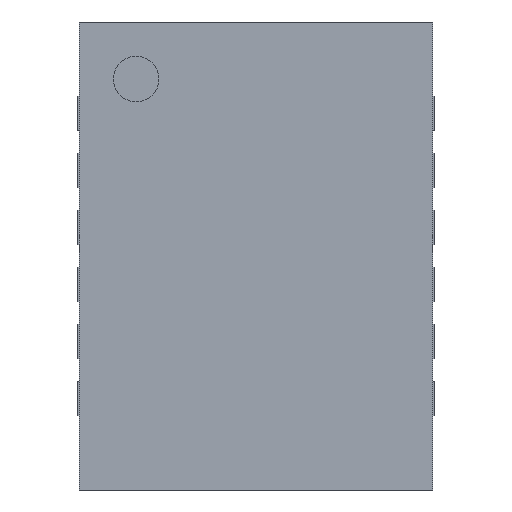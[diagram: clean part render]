
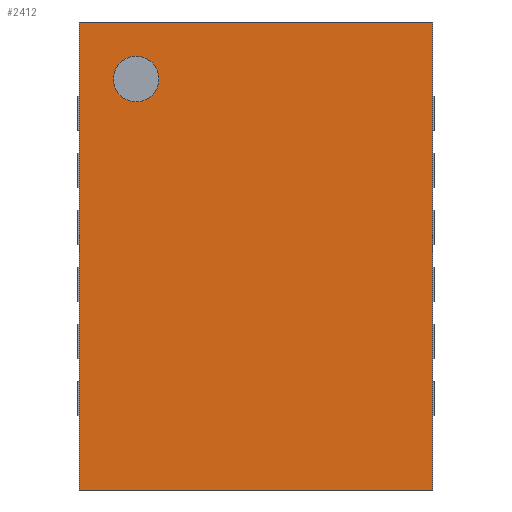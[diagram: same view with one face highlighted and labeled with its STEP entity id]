
A CAD part, front view. The second image highlights one B-rep face of the part: STEP entity #2412.
In plain terms, the highlighted planar face has unit normal (0, -1, 0).
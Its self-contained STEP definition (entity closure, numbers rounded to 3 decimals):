
#785 = VERTEX_POINT('',#786);
#786 = CARTESIAN_POINT('',(-1.55,-0.8,-2.05));
#792 = EDGE_CURVE('',#785,#793,#795,.T.);
#793 = VERTEX_POINT('',#794);
#794 = CARTESIAN_POINT('',(-1.55,-0.8,2.05));
#795 = LINE('',#796,#797);
#796 = CARTESIAN_POINT('',(-1.55,-0.8,-2.05));
#797 = VECTOR('',#798,1.);
#798 = DIRECTION('',(0.,0.,1.));
#972 = VERTEX_POINT('',#973);
#973 = CARTESIAN_POINT('',(1.55,-0.8,-2.05));
#979 = EDGE_CURVE('',#972,#785,#980,.T.);
#980 = LINE('',#981,#982);
#981 = CARTESIAN_POINT('',(1.55,-0.8,-2.05));
#982 = VECTOR('',#983,1.);
#983 = DIRECTION('',(-1.,0.,0.));
#1038 = VERTEX_POINT('',#1039);
#1039 = CARTESIAN_POINT('',(1.55,-0.8,2.05));
#1045 = EDGE_CURVE('',#1038,#972,#1046,.T.);
#1046 = LINE('',#1047,#1048);
#1047 = CARTESIAN_POINT('',(1.55,-0.8,2.05));
#1048 = VECTOR('',#1049,1.);
#1049 = DIRECTION('',(0.,0.,-1.));
#2211 = EDGE_CURVE('',#793,#1038,#2212,.T.);
#2212 = LINE('',#2213,#2214);
#2213 = CARTESIAN_POINT('',(-1.55,-0.8,2.05));
#2214 = VECTOR('',#2215,1.);
#2215 = DIRECTION('',(1.,0.,0.));
#2412 = ADVANCED_FACE('',(#2413,#2433),#2439,.T.);
#2413 = FACE_BOUND('',#2414,.T.);
#2414 = EDGE_LOOP('',(#2415,#2426));
#2415 = ORIENTED_EDGE('',*,*,#2416,.T.);
#2416 = EDGE_CURVE('',#2417,#2419,#2421,.T.);
#2417 = VERTEX_POINT('',#2418);
#2418 = CARTESIAN_POINT('',(-1.05,-0.8,1.75));
#2419 = VERTEX_POINT('',#2420);
#2420 = CARTESIAN_POINT('',(-1.05,-0.8,1.35));
#2421 = CIRCLE('',#2422,0.2);
#2422 = AXIS2_PLACEMENT_3D('',#2423,#2424,#2425);
#2423 = CARTESIAN_POINT('',(-1.05,-0.8,1.55));
#2424 = DIRECTION('',(0.,1.,0.));
#2425 = DIRECTION('',(0.,0.,1.));
#2426 = ORIENTED_EDGE('',*,*,#2427,.T.);
#2427 = EDGE_CURVE('',#2419,#2417,#2428,.T.);
#2428 = CIRCLE('',#2429,0.2);
#2429 = AXIS2_PLACEMENT_3D('',#2430,#2431,#2432);
#2430 = CARTESIAN_POINT('',(-1.05,-0.8,1.55));
#2431 = DIRECTION('',(0.,1.,0.));
#2432 = DIRECTION('',(0.,0.,1.));
#2433 = FACE_BOUND('',#2434,.T.);
#2434 = EDGE_LOOP('',(#2435,#2436,#2437,#2438));
#2435 = ORIENTED_EDGE('',*,*,#2211,.F.);
#2436 = ORIENTED_EDGE('',*,*,#792,.F.);
#2437 = ORIENTED_EDGE('',*,*,#979,.F.);
#2438 = ORIENTED_EDGE('',*,*,#1045,.F.);
#2439 = PLANE('',#2440);
#2440 = AXIS2_PLACEMENT_3D('',#2441,#2442,#2443);
#2441 = CARTESIAN_POINT('',(-1.55,-0.8,2.05));
#2442 = DIRECTION('',(0.,-1.,0.));
#2443 = DIRECTION('',(0.,0.,-1.));
